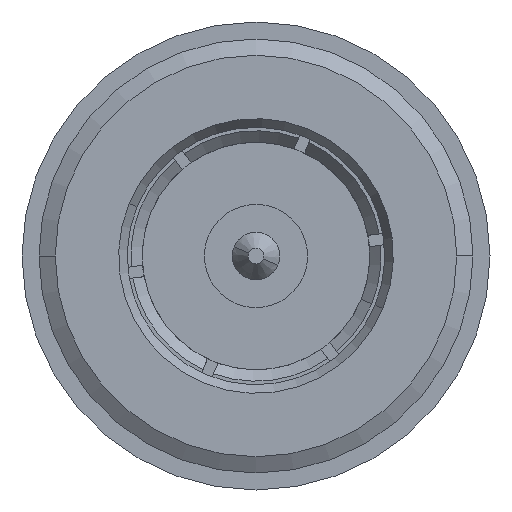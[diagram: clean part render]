
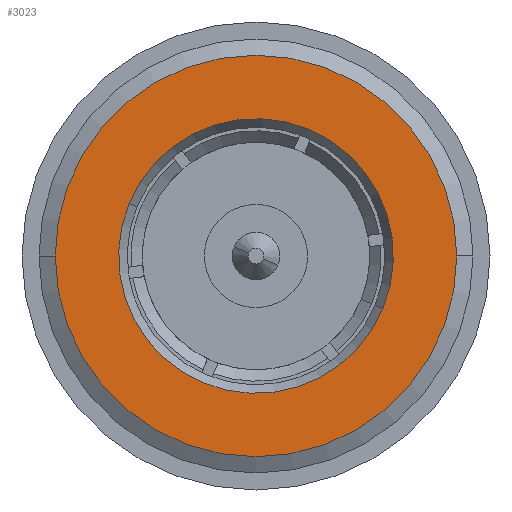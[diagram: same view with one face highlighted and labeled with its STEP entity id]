
A CAD part, left-side view. The second image highlights one B-rep face of the part: STEP entity #3023.
In plain terms, the highlighted planar face has unit normal (-1, 0, 0).
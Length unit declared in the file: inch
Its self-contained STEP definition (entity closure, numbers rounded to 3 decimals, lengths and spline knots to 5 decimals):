
#53 = ORIENTED_EDGE ( 'NONE', *, *, #508, .F. ) ;
#112 = CARTESIAN_POINT ( 'NONE',  ( 0., 0.17583, 0. ) ) ;
#369 = CARTESIAN_POINT ( 'NONE',  ( 0., 0., 0. ) ) ;
#475 = CARTESIAN_POINT ( 'NONE',  ( 0., 0., 0. ) ) ;
#508 = EDGE_CURVE ( 'NONE', #2692, #3350, #2948, .T. ) ;
#512 = AXIS2_PLACEMENT_3D ( 'NONE', #369, #1349, #2291 ) ;
#531 = ORIENTED_EDGE ( 'NONE', *, *, #1093, .F. ) ;
#780 = AXIS2_PLACEMENT_3D ( 'NONE', #3878, #3590, #1522 ) ;
#906 = FACE_BOUND ( 'NONE', #2923, .T. ) ;
#1053 = CIRCLE ( 'NONE', #2743, 0.12028 ) ;
#1061 = AXIS2_PLACEMENT_3D ( 'NONE', #2307, #3031, #3624 ) ;
#1089 = DIRECTION ( 'NONE',  ( 0., 0.924, 0.382 ) ) ;
#1093 = EDGE_CURVE ( 'NONE', #3350, #2692, #2119, .T. ) ;
#1140 = DIRECTION ( 'NONE',  ( 0., 1., 0. ) ) ;
#1163 = EDGE_CURVE ( 'NONE', #1385, #4262, #1711, .T. ) ;
#1349 = DIRECTION ( 'NONE',  ( 1., 0., 0. ) ) ;
#1385 = VERTEX_POINT ( 'NONE', #2854 ) ;
#1423 = ORIENTED_EDGE ( 'NONE', *, *, #1163, .T. ) ;
#1522 = DIRECTION ( 'NONE',  ( 0., -1., 0. ) ) ;
#1566 = CARTESIAN_POINT ( 'NONE',  ( 0., -0.17583, 0. ) ) ;
#1646 = ORIENTED_EDGE ( 'NONE', *, *, #2686, .T. ) ;
#1711 = CIRCLE ( 'NONE', #512, 0.12028 ) ;
#2119 = CIRCLE ( 'NONE', #2472, 0.17583 ) ;
#2253 = FACE_OUTER_BOUND ( 'NONE', #4249, .T. ) ;
#2291 = DIRECTION ( 'NONE',  ( 0., 0.924, 0.382 ) ) ;
#2307 = CARTESIAN_POINT ( 'NONE',  ( 0., 0., 0. ) ) ;
#2472 = AXIS2_PLACEMENT_3D ( 'NONE', #4153, #2476, #1140 ) ;
#2476 = DIRECTION ( 'NONE',  ( 1., 0., 0. ) ) ;
#2535 = PLANE ( 'NONE',  #780 ) ;
#2686 = EDGE_CURVE ( 'NONE', #4262, #1385, #1053, .T. ) ;
#2692 = VERTEX_POINT ( 'NONE', #112 ) ;
#2743 = AXIS2_PLACEMENT_3D ( 'NONE', #475, #4111, #1089 ) ;
#2854 = CARTESIAN_POINT ( 'NONE',  ( 0., -0.11116, -0.04593 ) ) ;
#2923 = EDGE_LOOP ( 'NONE', ( #1423, #1646 ) ) ;
#2948 = CIRCLE ( 'NONE', #1061, 0.17583 ) ;
#3023 = ADVANCED_FACE ( 'NONE', ( #2253, #906 ), #2535, .T. ) ;
#3031 = DIRECTION ( 'NONE',  ( 1., 0., 0. ) ) ;
#3350 = VERTEX_POINT ( 'NONE', #1566 ) ;
#3590 = DIRECTION ( 'NONE',  ( -1., 0., 0. ) ) ;
#3624 = DIRECTION ( 'NONE',  ( 0., 1., 0. ) ) ;
#3739 = CARTESIAN_POINT ( 'NONE',  ( 0., 0.11116, 0.04593 ) ) ;
#3878 = CARTESIAN_POINT ( 'NONE',  ( 0., 0., 0. ) ) ;
#4111 = DIRECTION ( 'NONE',  ( 1., 0., 0. ) ) ;
#4153 = CARTESIAN_POINT ( 'NONE',  ( 0., 0., 0. ) ) ;
#4249 = EDGE_LOOP ( 'NONE', ( #53, #531 ) ) ;
#4262 = VERTEX_POINT ( 'NONE', #3739 ) ;
